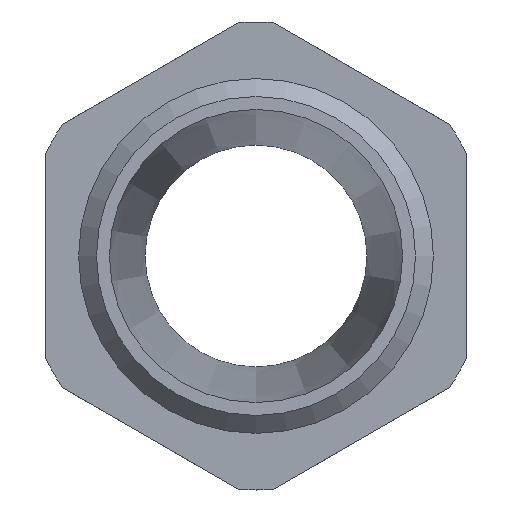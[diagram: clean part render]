
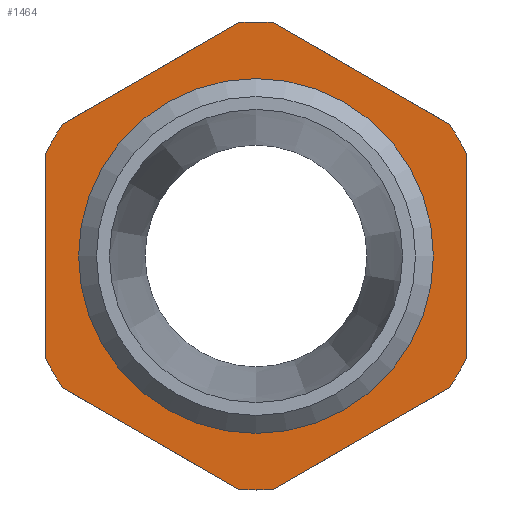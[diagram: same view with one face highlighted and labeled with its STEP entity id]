
A CAD part, left-side view. The second image highlights one B-rep face of the part: STEP entity #1464.
In plain terms, the highlighted planar face has unit normal (-1, 0, 0).
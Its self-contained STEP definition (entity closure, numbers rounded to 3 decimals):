
#65=CIRCLE('',#1520,10.55);
#67=CIRCLE('',#1524,10.55);
#68=CIRCLE('',#1527,10.55);
#70=CIRCLE('',#1531,10.55);
#72=CIRCLE('',#1535,10.55);
#80=CIRCLE('',#1546,7.19);
#111=CIRCLE('',#1601,10.55);
#112=CIRCLE('',#1602,10.55);
#194=VECTOR('',#1702,1.);
#201=VECTOR('',#1716,1.);
#205=VECTOR('',#1725,1.);
#209=VECTOR('',#1736,1.);
#212=VECTOR('',#1746,1.);
#215=VECTOR('',#1756,1.);
#300=LINE('',#2144,#194);
#307=LINE('',#2179,#201);
#311=LINE('',#2194,#205);
#315=LINE('',#2211,#209);
#318=LINE('',#2229,#212);
#321=LINE('',#2247,#215);
#408=VERTEX_POINT('',#2142);
#410=VERTEX_POINT('',#2145);
#421=VERTEX_POINT('',#2178);
#422=VERTEX_POINT('',#2180);
#424=VERTEX_POINT('',#2188);
#425=VERTEX_POINT('',#2192);
#427=VERTEX_POINT('',#2200);
#430=VERTEX_POINT('',#2205);
#431=VERTEX_POINT('',#2209);
#434=VERTEX_POINT('',#2221);
#436=VERTEX_POINT('',#2227);
#439=VERTEX_POINT('',#2239);
#441=VERTEX_POINT('',#2245);
#450=VERTEX_POINT('',#2276);
#578=EDGE_CURVE('',#408,#410,#300,.T.);
#591=EDGE_CURVE('',#422,#421,#307,.F.);
#595=EDGE_CURVE('',#424,#421,#65,.T.);
#597=EDGE_CURVE('',#425,#424,#311,.T.);
#602=EDGE_CURVE('',#430,#427,#67,.T.);
#604=EDGE_CURVE('',#431,#430,#315,.T.);
#608=EDGE_CURVE('',#434,#431,#68,.T.);
#611=EDGE_CURVE('',#436,#434,#318,.T.);
#615=EDGE_CURVE('',#439,#436,#70,.T.);
#618=EDGE_CURVE('',#441,#439,#321,.T.);
#621=EDGE_CURVE('',#410,#441,#72,.T.);
#632=EDGE_CURVE('',#450,#450,#80,.T.);
#692=EDGE_CURVE('',#422,#408,#111,.F.);
#693=EDGE_CURVE('',#427,#425,#112,.F.);
#996=ORIENTED_EDGE('',*,*,#632,.T.);
#997=ORIENTED_EDGE('',*,*,#621,.F.);
#998=ORIENTED_EDGE('',*,*,#578,.F.);
#999=ORIENTED_EDGE('',*,*,#692,.F.);
#1000=ORIENTED_EDGE('',*,*,#591,.T.);
#1001=ORIENTED_EDGE('',*,*,#595,.F.);
#1002=ORIENTED_EDGE('',*,*,#597,.F.);
#1003=ORIENTED_EDGE('',*,*,#693,.F.);
#1004=ORIENTED_EDGE('',*,*,#602,.F.);
#1005=ORIENTED_EDGE('',*,*,#604,.F.);
#1006=ORIENTED_EDGE('',*,*,#608,.F.);
#1007=ORIENTED_EDGE('',*,*,#611,.F.);
#1008=ORIENTED_EDGE('',*,*,#615,.F.);
#1009=ORIENTED_EDGE('',*,*,#618,.F.);
#1281=EDGE_LOOP('',(#996));
#1282=EDGE_LOOP('',(#997,#998,#999,#1000,#1001,#1002,#1003,#1004,#1005,
#1006,#1007,#1008,#1009));
#1374=FACE_BOUND('',#1281,.T.);
#1375=FACE_BOUND('',#1282,.T.);
#1464=ADVANCED_FACE('',(#1374,#1375),#2634,.T.);
#1520=AXIS2_PLACEMENT_3D('',#2189,#1721,#1722);
#1524=AXIS2_PLACEMENT_3D('',#2206,#1732,#1733);
#1527=AXIS2_PLACEMENT_3D('',#2223,#1740,#1741);
#1531=AXIS2_PLACEMENT_3D('',#2241,#1750,#1751);
#1535=AXIS2_PLACEMENT_3D('',#2256,#1759,#1760);
#1546=AXIS2_PLACEMENT_3D('',#2277,#1784,#1785);
#1600=AXIS2_PLACEMENT_3D('',#2411,#1904,$);
#1601=AXIS2_PLACEMENT_3D('',#2412,#1905,#1906);
#1602=AXIS2_PLACEMENT_3D('',#2413,#1907,#1908);
#1702=DIRECTION('',(0.,-0.866,0.5));
#1716=DIRECTION('',(0.,0.,1.));
#1721=DIRECTION('',(1.,0.,0.));
#1722=DIRECTION('',(0.,0.,-10.55));
#1725=DIRECTION('',(0.,0.866,0.5));
#1732=DIRECTION('',(1.,0.,0.));
#1733=DIRECTION('',(0.,0.,-10.55));
#1736=DIRECTION('',(0.,0.866,-0.5));
#1740=DIRECTION('',(1.,0.,0.));
#1741=DIRECTION('',(0.,0.,-10.55));
#1746=DIRECTION('',(0.,0.,-1.));
#1750=DIRECTION('',(1.,0.,0.));
#1751=DIRECTION('',(0.,0.,-10.55));
#1756=DIRECTION('',(0.,-0.866,-0.5));
#1759=DIRECTION('',(1.,0.,0.));
#1760=DIRECTION('',(0.,0.,-10.55));
#1784=DIRECTION('',(1.,0.,0.));
#1785=DIRECTION('',(0.,0.,-7.19));
#1904=DIRECTION('',(-1.,0.,0.));
#1905=DIRECTION('',(-1.,0.,0.));
#1906=DIRECTION('',(0.,0.,-10.55));
#1907=DIRECTION('',(-1.,0.,0.));
#1908=DIRECTION('',(0.,0.,-10.55));
#2142=CARTESIAN_POINT('',(8.,8.724,5.933));
#2144=CARTESIAN_POINT('',(8.,11.487,4.338));
#2145=CARTESIAN_POINT('',(8.,0.776,10.521));
#2178=CARTESIAN_POINT('',(8.,9.5,-4.588));
#2179=CARTESIAN_POINT('',(8.,9.5,-2.294));
#2180=CARTESIAN_POINT('',(8.,9.5,4.588));
#2188=CARTESIAN_POINT('',(8.,8.724,-5.933));
#2189=CARTESIAN_POINT('',(8.,0.,0.));
#2192=CARTESIAN_POINT('',(8.,0.776,-10.521));
#2194=CARTESIAN_POINT('',(8.,7.513,-6.632));
#2200=CARTESIAN_POINT('',(8.,0.,-10.55));
#2205=CARTESIAN_POINT('',(8.,-0.776,-10.521));
#2206=CARTESIAN_POINT('',(8.,0.,0.));
#2209=CARTESIAN_POINT('',(8.,-8.724,-5.933));
#2211=CARTESIAN_POINT('',(8.,-1.987,-9.823));
#2221=CARTESIAN_POINT('',(8.,-9.5,-4.588));
#2223=CARTESIAN_POINT('',(8.,0.,0.));
#2227=CARTESIAN_POINT('',(8.,-9.5,4.588));
#2229=CARTESIAN_POINT('',(8.,-9.5,2.294));
#2239=CARTESIAN_POINT('',(8.,-8.724,5.933));
#2241=CARTESIAN_POINT('',(8.,0.,0.));
#2245=CARTESIAN_POINT('',(8.,-0.776,10.521));
#2247=CARTESIAN_POINT('',(8.,1.987,12.117));
#2256=CARTESIAN_POINT('',(8.,0.,0.));
#2276=CARTESIAN_POINT('',(8.,0.,-7.19));
#2277=CARTESIAN_POINT('',(8.,0.,0.));
#2411=CARTESIAN_POINT('',(8.,12.667,0.));
#2412=CARTESIAN_POINT('',(8.,0.,0.));
#2413=CARTESIAN_POINT('',(8.,0.,0.));
#2634=PLANE('',#1600);
